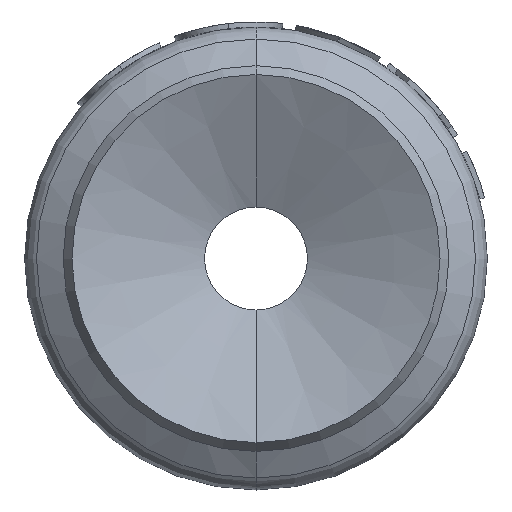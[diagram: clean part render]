
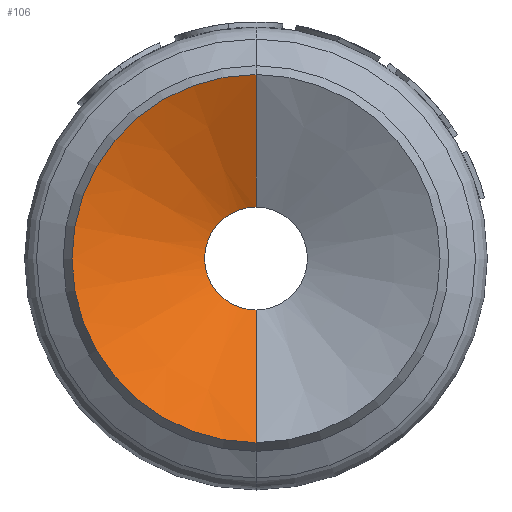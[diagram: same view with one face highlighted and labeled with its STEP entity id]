
A CAD part, front view. The second image highlights one B-rep face of the part: STEP entity #106.
In plain terms, the highlighted conical face has half-angle 65.048 degrees and reference radius 1 mm.
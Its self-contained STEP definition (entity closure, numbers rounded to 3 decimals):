
#106=ADVANCED_FACE('',(#275),#276,.F.);
#275=FACE_OUTER_BOUND('',#511,.T.);
#276=CONICAL_SURFACE('',#512,1.0,1.135);
#511=EDGE_LOOP('',(#3547,#3548,#3549,#3550));
#512=AXIS2_PLACEMENT_3D('',#3551,#3552,#3553);
#3547=ORIENTED_EDGE('',*,*,#4109,.T.);
#3548=ORIENTED_EDGE('',*,*,#4114,.T.);
#3549=ORIENTED_EDGE('',*,*,#4115,.F.);
#3550=ORIENTED_EDGE('',*,*,#4116,.F.);
#3551=CARTESIAN_POINT('',(0.0,-8.8,0.0));
#3552=DIRECTION('',(0.0,-1.0,-0.0));
#3553=DIRECTION('',(0.0,0.0,-1.0));
#4109=EDGE_CURVE('',#4387,#4388,#4389,.T.);
#4114=EDGE_CURVE('',#4388,#4396,#4397,.T.);
#4115=EDGE_CURVE('',#4398,#4396,#4399,.T.);
#4116=EDGE_CURVE('',#4387,#4398,#4400,.T.);
#4387=VERTEX_POINT('',#5074);
#4388=VERTEX_POINT('',#5075);
#4389=CIRCLE('',#5076,1.0);
#4396=VERTEX_POINT('',#5085);
#4397=LINE('',#5086,#5087);
#4398=VERTEX_POINT('',#5088);
#4399=CIRCLE('',#5089,3.579);
#4400=LINE('',#5090,#5091);
#5074=CARTESIAN_POINT('',(0.0,-8.8,-1.0));
#5075=CARTESIAN_POINT('',(0.,-8.8,1.0));
#5076=AXIS2_PLACEMENT_3D('',#6352,#6353,#6354);
#5085=CARTESIAN_POINT('',(0.0,-10.0,3.579));
#5086=CARTESIAN_POINT('',(0.,-8.8,1.0));
#5087=VECTOR('',#6360,1000.0);
#5088=CARTESIAN_POINT('',(0.,-10.0,-3.579));
#5089=AXIS2_PLACEMENT_3D('',#6361,#6362,#6363);
#5090=CARTESIAN_POINT('',(0.0,-8.8,-1.0));
#5091=VECTOR('',#6364,1000.0);
#6352=CARTESIAN_POINT('',(0.0,-8.8,0.0));
#6353=DIRECTION('',(0.0,1.0,0.0));
#6354=DIRECTION('',(0.0,0.0,1.0));
#6360=DIRECTION('',(0.,-0.422,0.907));
#6361=CARTESIAN_POINT('',(0.0,-10.0,0.0));
#6362=DIRECTION('',(0.0,1.0,0.0));
#6363=DIRECTION('',(0.0,0.0,1.0));
#6364=DIRECTION('',(0.0,-0.422,-0.907));
